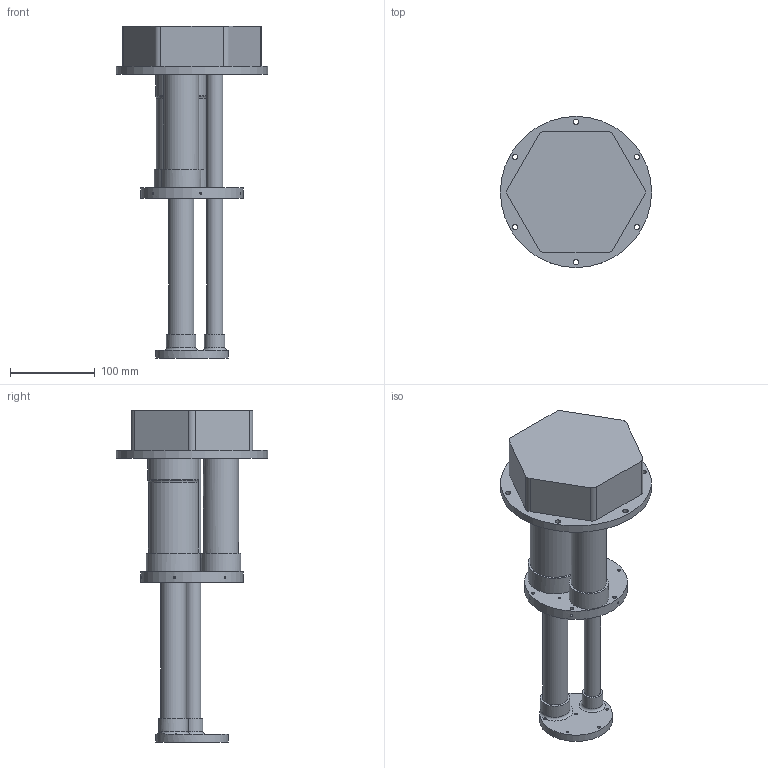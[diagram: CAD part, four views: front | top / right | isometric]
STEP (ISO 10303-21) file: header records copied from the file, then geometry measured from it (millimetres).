
FILE_DESCRIPTION(('FreeCAD Model'),'2;1');
FILE_NAME('coldheaad.step','2021-03-07T09:22:49',('SaeWoo Nam'),('NIST'), 'Open CASCADE STEP processor 7.3','FreeCAD','Unknown');
FILE_SCHEMA(('AUTOMOTIVE_DESIGN { 1 0 10303 214 1 1 1 1 }'));
Length unit declared in the file: millimetre
Products named in the file (1): Cut002
Bounding box: 177.8 x 177.8 x 390.63 mm (x, y, z)
Volume: 2040395.3 mm3; surface area: 189937 mm2
Topology: 1 solids, 1 shells, 84 faces, 266 edges, 189 vertices
Faces by surface type: cylinder 49, plane 25, bspline 6, torus 4
Full cylindrical faces by diameter (mm): 2.464 x8, 3.251 x7, 4.14 x6, 6.35 x7, 19.05 x2, 24.13 x1, 29.845 x1, 34.798 x1, 41.275 x1, 46.355 x1, 58.42 x1, 60.198 x1, 63.5 x1, 85.725 x2, 114.3 x1, 120.65 x1, 177.8 x1
Entity records: 4970 total; most frequent: CARTESIAN_POINT 1895, ORIENTED_EDGE 532, DIRECTION 479, EDGE_CURVE 266, AXIS2_PLACEMENT_3D 217, VERTEX_POINT 189, FACE_BOUND 152, EDGE_LOOP 152
